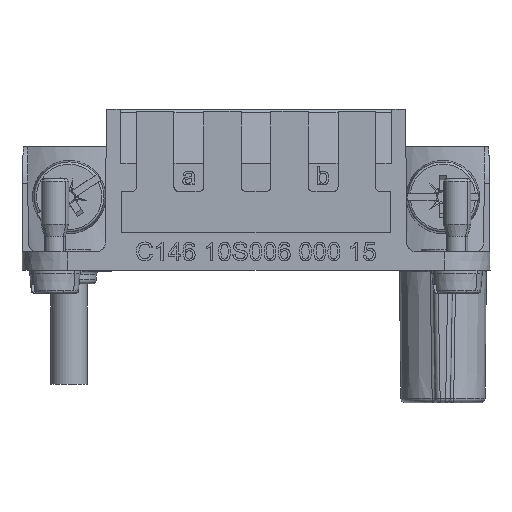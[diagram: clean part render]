
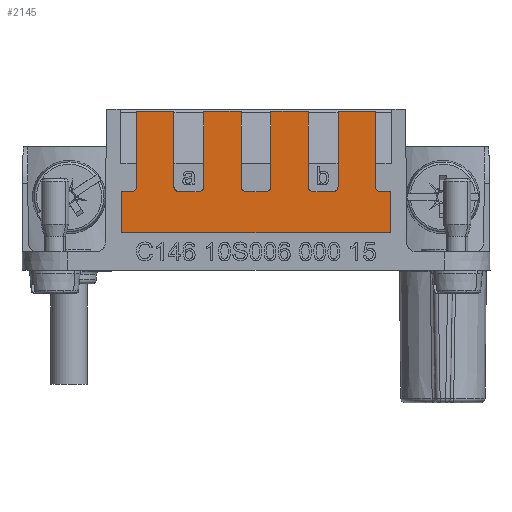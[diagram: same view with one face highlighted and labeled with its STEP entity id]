
A CAD part, front view. The second image highlights one B-rep face of the part: STEP entity #2145.
In plain terms, the highlighted planar face has unit normal (0, -1, 0).
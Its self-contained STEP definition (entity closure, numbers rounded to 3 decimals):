
#870=FACE_OUTER_BOUND('',#5072,.T.);
#2145=ADVANCED_FACE('',(#870),#3456,.F.);
#3456=PLANE('',#24267);
#4308=CIRCLE('',#24251,0.5);
#4309=CIRCLE('',#24257,0.5);
#4311=CIRCLE('',#24261,0.5);
#4312=CIRCLE('',#24262,0.5);
#4313=CIRCLE('',#24263,0.5);
#4314=CIRCLE('',#24264,0.5);
#4315=CIRCLE('',#24265,0.5);
#4316=CIRCLE('',#24266,0.5);
#5072=EDGE_LOOP('',(#11832,#11833,#11834,#11835,#11836,#11837,#11838,#11839,
#11840,#11841,#11842,#11843,#11844,#11845,#11846,#11847,#11848,#11849,#11850,
#11851,#11852,#11853,#11854,#11855,#11856,#11857,#11858,#11859));
#6910=LINE('',#34824,#8973);
#6914=LINE('',#34836,#8977);
#6916=LINE('',#34840,#8979);
#6918=LINE('',#34844,#8981);
#6920=LINE('',#34848,#8983);
#6923=LINE('',#34858,#8986);
#6924=LINE('',#34860,#8987);
#6925=LINE('',#34863,#8988);
#6926=LINE('',#34865,#8989);
#6927=LINE('',#34869,#8990);
#6928=LINE('',#34873,#8991);
#6929=LINE('',#34875,#8992);
#6930=LINE('',#34877,#8993);
#6931=LINE('',#34881,#8994);
#6932=LINE('',#34885,#8995);
#6933=LINE('',#34887,#8996);
#6934=LINE('',#34889,#8997);
#6935=LINE('',#34892,#8998);
#6936=LINE('',#34893,#8999);
#6937=LINE('',#34895,#9000);
#8973=VECTOR('',#26578,1.);
#8977=VECTOR('',#26590,1.);
#8979=VECTOR('',#26594,1.);
#8981=VECTOR('',#26598,1.);
#8983=VECTOR('',#26602,1.);
#8986=VECTOR('',#26613,1.);
#8987=VECTOR('',#26616,1.);
#8988=VECTOR('',#26617,1.);
#8989=VECTOR('',#26618,1.);
#8990=VECTOR('',#26621,1.);
#8991=VECTOR('',#26624,1.);
#8992=VECTOR('',#26625,1.);
#8993=VECTOR('',#26626,1.);
#8994=VECTOR('',#26629,1.);
#8995=VECTOR('',#26632,1.);
#8996=VECTOR('',#26633,1.);
#8997=VECTOR('',#26634,1.);
#8998=VECTOR('',#26637,1.);
#8999=VECTOR('',#26638,1.);
#9000=VECTOR('',#26639,1.);
#11832=ORIENTED_EDGE('',*,*,#20578,.T.);
#11833=ORIENTED_EDGE('',*,*,#20579,.T.);
#11834=ORIENTED_EDGE('',*,*,#20580,.T.);
#11835=ORIENTED_EDGE('',*,*,#20581,.T.);
#11836=ORIENTED_EDGE('',*,*,#20582,.T.);
#11837=ORIENTED_EDGE('',*,*,#20583,.T.);
#11838=ORIENTED_EDGE('',*,*,#20584,.T.);
#11839=ORIENTED_EDGE('',*,*,#20585,.T.);
#11840=ORIENTED_EDGE('',*,*,#20586,.T.);
#11841=ORIENTED_EDGE('',*,*,#20587,.T.);
#11842=ORIENTED_EDGE('',*,*,#20588,.T.);
#11843=ORIENTED_EDGE('',*,*,#20589,.T.);
#11844=ORIENTED_EDGE('',*,*,#20590,.T.);
#11845=ORIENTED_EDGE('',*,*,#20591,.T.);
#11846=ORIENTED_EDGE('',*,*,#20592,.T.);
#11847=ORIENTED_EDGE('',*,*,#20593,.T.);
#11848=ORIENTED_EDGE('',*,*,#20572,.F.);
#11849=ORIENTED_EDGE('',*,*,#20575,.F.);
#11850=ORIENTED_EDGE('',*,*,#20577,.F.);
#11851=ORIENTED_EDGE('',*,*,#20594,.T.);
#11852=ORIENTED_EDGE('',*,*,#20560,.F.);
#11853=ORIENTED_EDGE('',*,*,#20564,.F.);
#11854=ORIENTED_EDGE('',*,*,#20566,.F.);
#11855=ORIENTED_EDGE('',*,*,#20568,.F.);
#11856=ORIENTED_EDGE('',*,*,#20570,.F.);
#11857=ORIENTED_EDGE('',*,*,#20595,.T.);
#11858=ORIENTED_EDGE('',*,*,#20596,.T.);
#11859=ORIENTED_EDGE('',*,*,#20597,.T.);
#18281=VERTEX_POINT('',#34825);
#18282=VERTEX_POINT('',#34826);
#18283=VERTEX_POINT('',#34831);
#18284=VERTEX_POINT('',#34835);
#18285=VERTEX_POINT('',#34839);
#18286=VERTEX_POINT('',#34843);
#18287=VERTEX_POINT('',#34847);
#18288=VERTEX_POINT('',#34849);
#18289=VERTEX_POINT('',#34853);
#18290=VERTEX_POINT('',#34857);
#18291=VERTEX_POINT('',#34861);
#18292=VERTEX_POINT('',#34862);
#18293=VERTEX_POINT('',#34864);
#18294=VERTEX_POINT('',#34866);
#18295=VERTEX_POINT('',#34868);
#18296=VERTEX_POINT('',#34870);
#18297=VERTEX_POINT('',#34872);
#18298=VERTEX_POINT('',#34874);
#18299=VERTEX_POINT('',#34876);
#18300=VERTEX_POINT('',#34878);
#18301=VERTEX_POINT('',#34880);
#18302=VERTEX_POINT('',#34882);
#18303=VERTEX_POINT('',#34884);
#18304=VERTEX_POINT('',#34886);
#18305=VERTEX_POINT('',#34888);
#18306=VERTEX_POINT('',#34890);
#18307=VERTEX_POINT('',#34894);
#18308=VERTEX_POINT('',#34896);
#20560=EDGE_CURVE('',#18281,#18282,#6910,.T.);
#20564=EDGE_CURVE('',#18283,#18281,#4308,.T.);
#20566=EDGE_CURVE('',#18284,#18283,#6914,.T.);
#20568=EDGE_CURVE('',#18285,#18284,#6916,.T.);
#20570=EDGE_CURVE('',#18286,#18285,#6918,.T.);
#20572=EDGE_CURVE('',#18287,#18288,#6920,.T.);
#20575=EDGE_CURVE('',#18289,#18287,#4309,.T.);
#20577=EDGE_CURVE('',#18290,#18289,#6923,.T.);
#20578=EDGE_CURVE('',#18291,#18292,#6924,.T.);
#20579=EDGE_CURVE('',#18292,#18293,#6925,.T.);
#20580=EDGE_CURVE('',#18293,#18294,#6926,.T.);
#20581=EDGE_CURVE('',#18294,#18295,#4311,.T.);
#20582=EDGE_CURVE('',#18295,#18296,#6927,.T.);
#20583=EDGE_CURVE('',#18296,#18297,#4312,.T.);
#20584=EDGE_CURVE('',#18297,#18298,#6928,.T.);
#20585=EDGE_CURVE('',#18298,#18299,#6929,.T.);
#20586=EDGE_CURVE('',#18299,#18300,#6930,.T.);
#20587=EDGE_CURVE('',#18300,#18301,#4313,.T.);
#20588=EDGE_CURVE('',#18301,#18302,#6931,.T.);
#20589=EDGE_CURVE('',#18302,#18303,#4314,.T.);
#20590=EDGE_CURVE('',#18303,#18304,#6932,.T.);
#20591=EDGE_CURVE('',#18304,#18305,#6933,.T.);
#20592=EDGE_CURVE('',#18305,#18306,#6934,.T.);
#20593=EDGE_CURVE('',#18306,#18288,#4315,.T.);
#20594=EDGE_CURVE('',#18290,#18282,#6935,.T.);
#20595=EDGE_CURVE('',#18286,#18307,#6936,.T.);
#20596=EDGE_CURVE('',#18307,#18308,#6937,.T.);
#20597=EDGE_CURVE('',#18308,#18291,#4316,.T.);
#24251=AXIS2_PLACEMENT_3D('',#34832,#26585,#26586);
#24257=AXIS2_PLACEMENT_3D('',#34854,#26607,#26608);
#24261=AXIS2_PLACEMENT_3D('',#34867,#26619,#26620);
#24262=AXIS2_PLACEMENT_3D('',#34871,#26622,#26623);
#24263=AXIS2_PLACEMENT_3D('',#34879,#26627,#26628);
#24264=AXIS2_PLACEMENT_3D('',#34883,#26630,#26631);
#24265=AXIS2_PLACEMENT_3D('',#34891,#26635,#26636);
#24266=AXIS2_PLACEMENT_3D('',#34897,#26640,#26641);
#24267=AXIS2_PLACEMENT_3D('',#34898,#26642,#26643);
#26578=DIRECTION('',(0.,0.,1.));
#26585=DIRECTION('',(0.,-1.,0.));
#26586=DIRECTION('',(1.,0.,0.));
#26590=DIRECTION('',(1.,0.,0.));
#26594=DIRECTION('',(0.,0.,1.));
#26598=DIRECTION('',(-1.,0.,0.));
#26602=DIRECTION('',(1.,0.,0.));
#26607=DIRECTION('',(0.,-1.,0.));
#26608=DIRECTION('',(1.,0.,0.));
#26613=DIRECTION('',(0.,0.,-1.));
#26616=DIRECTION('',(0.,0.,1.));
#26617=DIRECTION('',(-1.,0.,0.));
#26618=DIRECTION('',(0.,0.,-1.));
#26619=DIRECTION('',(0.,1.,0.));
#26620=DIRECTION('',(1.,0.,0.));
#26621=DIRECTION('',(-1.,0.,0.));
#26622=DIRECTION('',(0.,1.,0.));
#26623=DIRECTION('',(1.,0.,0.));
#26624=DIRECTION('',(0.,0.,1.));
#26625=DIRECTION('',(-1.,0.,0.));
#26626=DIRECTION('',(0.,0.,-1.));
#26627=DIRECTION('',(0.,1.,0.));
#26628=DIRECTION('',(1.,0.,0.));
#26629=DIRECTION('',(-1.,0.,0.));
#26630=DIRECTION('',(0.,1.,0.));
#26631=DIRECTION('',(1.,0.,0.));
#26632=DIRECTION('',(0.,0.,1.));
#26633=DIRECTION('',(-1.,0.,0.));
#26634=DIRECTION('',(0.,0.,-1.));
#26635=DIRECTION('',(0.,1.,0.));
#26636=DIRECTION('',(1.,0.,0.));
#26637=DIRECTION('',(-1.,0.,0.));
#26638=DIRECTION('',(0.,0.,1.));
#26639=DIRECTION('',(-1.,0.,0.));
#26640=DIRECTION('',(0.,1.,0.));
#26641=DIRECTION('',(1.,0.,0.));
#26642=DIRECTION('',(0.,1.,0.));
#26643=DIRECTION('',(0.,0.,-1.));
#34824=CARTESIAN_POINT('',(-13.075,-16.05,17.6));
#34825=CARTESIAN_POINT('',(-13.075,-16.05,9.1));
#34826=CARTESIAN_POINT('',(-13.075,-16.05,17.389));
#34831=CARTESIAN_POINT('',(-13.575,-16.05,8.6));
#34832=CARTESIAN_POINT('',(-13.575,-16.05,9.1));
#34835=CARTESIAN_POINT('',(-14.7,-16.05,8.6));
#34836=CARTESIAN_POINT('',(-13.575,-16.05,8.6));
#34839=CARTESIAN_POINT('',(-14.7,-16.05,4.1));
#34840=CARTESIAN_POINT('',(-14.7,-16.05,8.6));
#34843=CARTESIAN_POINT('',(14.7,-16.05,4.1));
#34844=CARTESIAN_POINT('',(-14.7,-16.05,4.1));
#34847=CARTESIAN_POINT('',(-8.475,-16.05,8.6));
#34848=CARTESIAN_POINT('',(-7.35,-16.05,8.6));
#34849=CARTESIAN_POINT('',(-6.225,-16.05,8.6));
#34853=CARTESIAN_POINT('',(-8.975,-16.05,9.1));
#34854=CARTESIAN_POINT('',(-8.475,-16.05,9.1));
#34857=CARTESIAN_POINT('',(-8.975,-16.05,17.389));
#34858=CARTESIAN_POINT('',(-8.975,-16.05,9.1));
#34860=CARTESIAN_POINT('',(13.075,-16.05,9.1));
#34861=CARTESIAN_POINT('',(13.075,-16.05,9.1));
#34862=CARTESIAN_POINT('',(13.075,-16.05,17.389));
#34863=CARTESIAN_POINT('',(7.35,-16.05,17.389));
#34864=CARTESIAN_POINT('',(8.975,-16.05,17.389));
#34865=CARTESIAN_POINT('',(8.975,-16.05,17.6));
#34866=CARTESIAN_POINT('',(8.975,-16.05,9.1));
#34867=CARTESIAN_POINT('',(8.475,-16.05,9.1));
#34868=CARTESIAN_POINT('',(8.475,-16.05,8.6));
#34869=CARTESIAN_POINT('',(7.35,-16.05,8.6));
#34870=CARTESIAN_POINT('',(6.225,-16.05,8.6));
#34871=CARTESIAN_POINT('',(6.225,-16.05,9.1));
#34872=CARTESIAN_POINT('',(5.725,-16.05,9.1));
#34873=CARTESIAN_POINT('',(5.725,-16.05,9.1));
#34874=CARTESIAN_POINT('',(5.725,-16.05,17.389));
#34875=CARTESIAN_POINT('',(0.,-16.05,17.389));
#34876=CARTESIAN_POINT('',(1.625,-16.05,17.389));
#34877=CARTESIAN_POINT('',(1.625,-16.05,17.6));
#34878=CARTESIAN_POINT('',(1.625,-16.05,9.1));
#34879=CARTESIAN_POINT('',(1.125,-16.05,9.1));
#34880=CARTESIAN_POINT('',(1.125,-16.05,8.6));
#34881=CARTESIAN_POINT('',(0.,-16.05,8.6));
#34882=CARTESIAN_POINT('',(-1.125,-16.05,8.6));
#34883=CARTESIAN_POINT('',(-1.125,-16.05,9.1));
#34884=CARTESIAN_POINT('',(-1.625,-16.05,9.1));
#34885=CARTESIAN_POINT('',(-1.625,-16.05,9.1));
#34886=CARTESIAN_POINT('',(-1.625,-16.05,17.389));
#34887=CARTESIAN_POINT('',(-7.35,-16.05,17.389));
#34888=CARTESIAN_POINT('',(-5.725,-16.05,17.389));
#34889=CARTESIAN_POINT('',(-5.725,-16.05,17.6));
#34890=CARTESIAN_POINT('',(-5.725,-16.05,9.1));
#34891=CARTESIAN_POINT('',(-6.225,-16.05,9.1));
#34892=CARTESIAN_POINT('',(-14.7,-16.05,17.389));
#34893=CARTESIAN_POINT('',(14.7,-16.05,4.1));
#34894=CARTESIAN_POINT('',(14.7,-16.05,8.6));
#34895=CARTESIAN_POINT('',(14.7,-16.05,8.6));
#34896=CARTESIAN_POINT('',(13.575,-16.05,8.6));
#34897=CARTESIAN_POINT('',(13.575,-16.05,9.1));
#34898=CARTESIAN_POINT('',(-13.575,-16.05,9.1));
